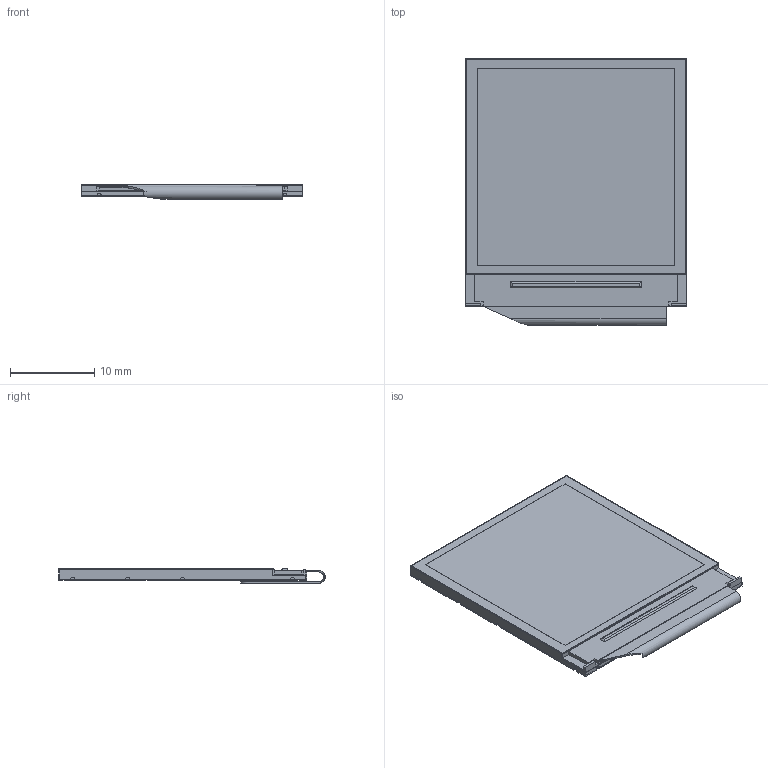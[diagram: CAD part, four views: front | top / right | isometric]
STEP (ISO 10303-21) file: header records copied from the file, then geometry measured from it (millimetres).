
FILE_DESCRIPTION(/* description */ ('Unknown'),/* implementation_level */ '2;1');
FILE_NAME(/* name */ '1.3 TFT IPS - Flush Mount',/* time_stamp */ '2019-04-12T16:59:38-04:00',/* author */ ('John Loeffler'),/* organization */ ('Unknown'),/* preprocessor_version */ 'ST-DEVELOPER v16.7',/* originating_system */ 'DEX',/* authorisation */ $);
FILE_SCHEMA (('AP242_MANAGED_MODEL_BASED_3D_ENGINEERING_MIM_LF { 1 0 10303 442 1 1 4 }','AUTOMOTIVE_DESIGN {1 0 10303 214 3 1 1}'));
Length unit declared in the file: millimetre
Products named in the file (1): 1.3 TFT IPS - Flush Mount
Bounding box: 26.24 x 31.56 x 1.81 mm (x, y, z)
Volume: 1112.3 mm3; surface area: 2335 mm2
Topology: 1 solids, 21 shells, 644 faces, 1717 edges, 1116 vertices
Faces by surface type: plane 517, bspline 76, cylinder 51
Full cylindrical faces by diameter (mm): 1 x2
Entity records: 27357 total; most frequent: CARTESIAN_POINT 8133, ORIENTED_EDGE 3402, DIRECTION 2395, EDGE_CURVE 1701, VERTEX_POINT 1116, LINE 825, VECTOR 825, AXIS2_PLACEMENT_3D 785
